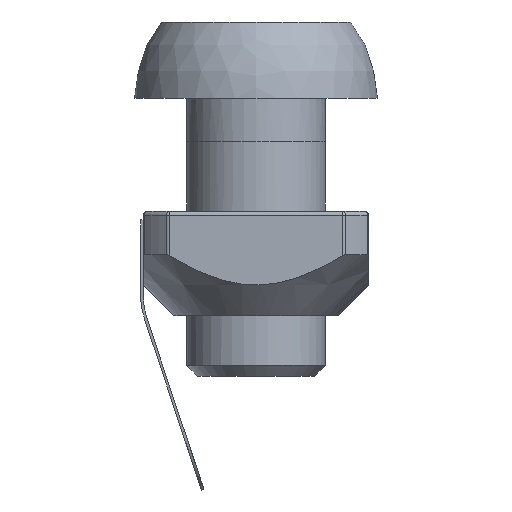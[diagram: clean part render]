
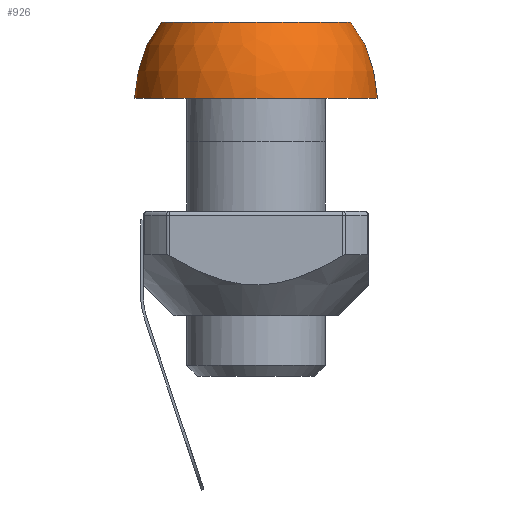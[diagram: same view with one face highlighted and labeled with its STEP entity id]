
A CAD part, left-side view. The second image highlights one B-rep face of the part: STEP entity #926.
In plain terms, the highlighted spherical face has radius 7 mm.
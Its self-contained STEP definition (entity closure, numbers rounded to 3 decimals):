
#926=ADVANCED_FACE('',(#1030,#1031),#1032,.T.);
#1030=FACE_OUTER_BOUND('',#1174,.T.);
#1031=FACE_OUTER_BOUND('',#1175,.T.);
#1032=SPHERICAL_SURFACE('',#1176,7.0);
#1174=EDGE_LOOP('',(#1339));
#1175=EDGE_LOOP('',(#1340));
#1176=AXIS2_PLACEMENT_3D('',#1341,#1342,#1343);
#1339=ORIENTED_EDGE('',*,*,#1768,.T.);
#1340=ORIENTED_EDGE('',*,*,#1767,.F.);
#1341=CARTESIAN_POINT('',(0.0,0.0,0.0));
#1342=DIRECTION('',(0.0,0.0,-1.0));
#1343=DIRECTION('',(1.0,0.0,0.0));
#1767=EDGE_CURVE('',#1910,#1910,#1911,.T.);
#1768=EDGE_CURVE('',#1912,#1912,#1913,.T.);
#1910=VERTEX_POINT('',#2206);
#1911=CIRCLE('',#2207,7.0);
#1912=VERTEX_POINT('',#2208);
#1913=CIRCLE('',#2209,5.444);
#2206=CARTESIAN_POINT('',(-7.0,0.0,0.0));
#2207=AXIS2_PLACEMENT_3D('',#2546,#2547,#2548);
#2208=CARTESIAN_POINT('',(-5.444,0.0,4.4));
#2209=AXIS2_PLACEMENT_3D('',#2549,#2550,#2551);
#2546=CARTESIAN_POINT('',(0.0,0.0,0.0));
#2547=DIRECTION('',(0.0,0.0,-1.0));
#2548=DIRECTION('',(-1.0,0.0,0.0));
#2549=CARTESIAN_POINT('',(0.0,0.0,4.4));
#2550=DIRECTION('',(0.0,0.0,-1.0));
#2551=DIRECTION('',(-1.0,0.0,0.0));
